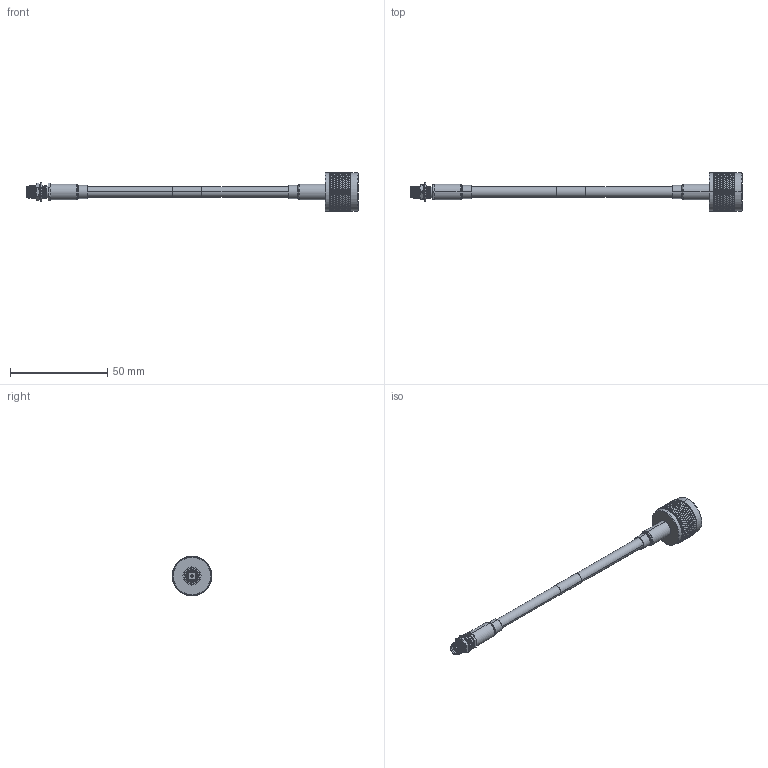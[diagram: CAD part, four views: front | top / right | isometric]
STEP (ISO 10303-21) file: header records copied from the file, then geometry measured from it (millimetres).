
FILE_DESCRIPTION (( 'STEP AP203' ), '1' );
FILE_NAME ('FMCA2749.STEP', '2022-03-09T18:53:25', ( '' ), ( '' ), 'SwSTEP 2.0', 'SolidWorks 2021', '' );
FILE_SCHEMA (( 'CONFIG_CONTROL_DESIGN' ));
Length unit declared in the file: millimetre
Products named in the file (5): FMCA2749; RG223_with label; FMCN1748; SC4263_SC 4263 -RG223; CA-240-MA1_.75" Long
Assembly tree (5 placements, depth 2):
  FMCA2749
    RG223_with label
    FMCN1748
    CA-240-MA1_.75" Long  x2
    SC4263_SC 4263 -RG223
Bounding box: 170.87 x 20.32 x 20.32 mm (x, y, z)
Volume: 7562.7 mm3; surface area: 9599.4 mm2
Topology: 12 solids, 12 shells, 2594 faces, 5597 edges, 3050 vertices
Faces by surface type: bspline 1882, cylinder 570, plane 65, cone 57, torus 20
Entity records: 116923 total; most frequent: CARTESIAN_POINT 81582, ORIENTED_EDGE 11106, EDGE_CURVE 5553, VERTEX_POINT 3026, EDGE_LOOP 2609, FACE_OUTER_BOUND 2572, ADVANCED_FACE 2572, DIRECTION 2402
